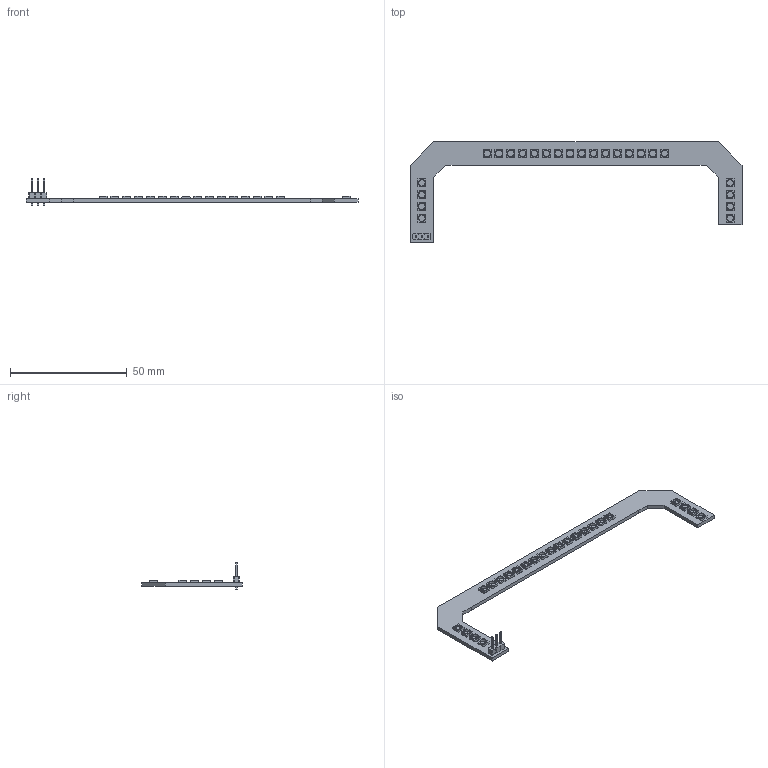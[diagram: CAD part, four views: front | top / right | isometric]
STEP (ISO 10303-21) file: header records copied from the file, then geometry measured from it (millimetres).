
FILE_DESCRIPTION(('KiCad electronic assembly'),'2;1');
FILE_NAME('led_strip.step','2023-08-15T18:49:23',('Pcbnew'),('Kicad'), 'Open CASCADE STEP processor 7.7','KiCad to STEP converter','Unknown' );
FILE_SCHEMA(('AUTOMOTIVE_DESIGN { 1 0 10303 214 1 1 1 1 }'));
Length unit declared in the file: millimetre
Products named in the file (6): led_strip 1; SK6812MINI; COMPOUND; PinHeader_1x03_P2.54mm_Vertical; SOLID; led_strip PCB
Assembly tree (28 placements, depth 3):
  led_strip 1
    SK6812MINI  x24
      COMPOUND
    PinHeader_1x03_P2.54mm_Vertical
      SOLID
    led_strip PCB
Bounding box: 142.24 x 43.18 x 11.54 mm (x, y, z)
Volume: 3373.5 mm3; surface area: 6143.3 mm2
Topology: 122 solids, 122 shells, 1439 faces, 3471 edges, 2306 vertices
Faces by surface type: plane 1148, cylinder 243, cone 48
Full cylindrical faces by diameter (mm): 1 x3
Entity records: 10074 total; most frequent: CARTESIAN_POINT 1628, DIRECTION 1469, LINE 1038, VECTOR 1038, ORIENTED_EDGE 732, PCURVE 732, DEFINITIONAL_REPRESENTATION 732, EDGE_CURVE 366
